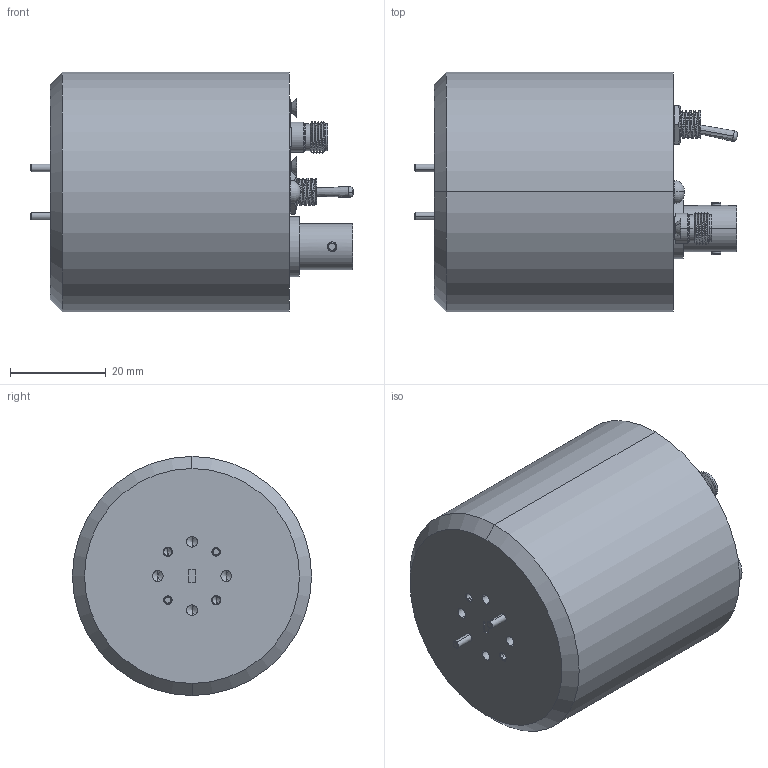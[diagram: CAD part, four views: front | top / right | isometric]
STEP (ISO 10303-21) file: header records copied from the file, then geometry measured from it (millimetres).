
FILE_DESCRIPTION (( 'STEP AP203' ), '1' );
FILE_NAME ('STZ-10-01.STEP', '2019-04-10T00:52:47', ( '' ), ( '' ), 'SwSTEP 2.0', 'SolidWorks 2016', '' );
FILE_SCHEMA (( 'CONFIG_CONTROL_DESIGN' ));
Length unit declared in the file: millimetre
Products named in the file (1): STZ-10-01
Bounding box: 67.48 x 50 x 50 mm (x, y, z)
Volume: 101710.8 mm3; surface area: 16704.6 mm2
Topology: 13 solids, 13 shells, 711 faces, 1844 edges, 1170 vertices
Faces by surface type: cylinder 279, plane 232, cone 169, bspline 25, torus 6
Entity records: 31289 total; most frequent: CARTESIAN_POINT 15018, ORIENTED_EDGE 3608, DIRECTION 3123, EDGE_CURVE 1804, VERTEX_POINT 1170, AXIS2_PLACEMENT_3D 1155, VECTOR 813, LINE 813
